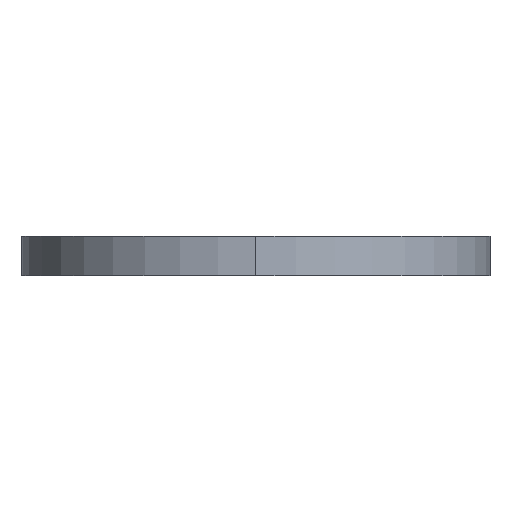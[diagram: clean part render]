
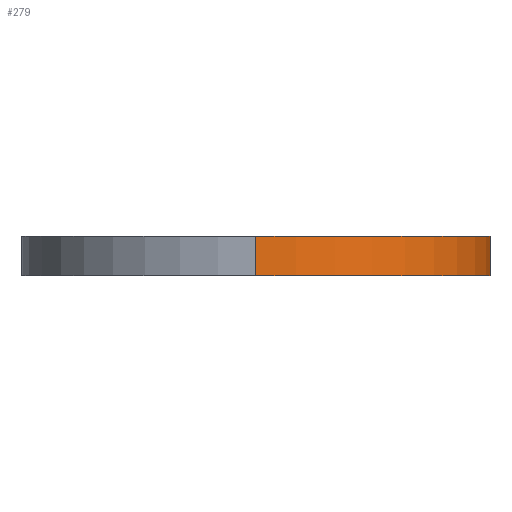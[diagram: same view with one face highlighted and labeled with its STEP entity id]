
A CAD part, left-side view. The second image highlights one B-rep face of the part: STEP entity #279.
In plain terms, the highlighted cylindrical face has radius 9.5 mm (diameter 19 mm), a partial arc.
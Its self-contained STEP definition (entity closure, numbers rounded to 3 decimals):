
#14 = CARTESIAN_POINT ( 'NONE',  ( -38.232, -29.269, 1.6 ) ) ;
#17 = CIRCLE ( 'NONE', #259, 9.5 ) ;
#19 = CARTESIAN_POINT ( 'NONE',  ( -47.732, -29.269, 1.6 ) ) ;
#38 = LINE ( 'NONE', #143, #109 ) ;
#50 = CARTESIAN_POINT ( 'NONE',  ( -47.732, -29.269, 1.6 ) ) ;
#62 = LINE ( 'NONE', #19, #76 ) ;
#76 = VECTOR ( 'NONE', #410, 1000. ) ;
#91 = CIRCLE ( 'NONE', #291, 9.5 ) ;
#109 = VECTOR ( 'NONE', #293, 1000. ) ;
#112 = EDGE_CURVE ( 'NONE', #151, #307, #17, .T. ) ;
#117 = DIRECTION ( 'NONE',  ( 0., 0., -1. ) ) ;
#119 = EDGE_CURVE ( 'NONE', #151, #388, #62, .T. ) ;
#125 = AXIS2_PLACEMENT_3D ( 'NONE', #14, #117, #152 ) ;
#128 = ORIENTED_EDGE ( 'NONE', *, *, #112, .F. ) ;
#143 = CARTESIAN_POINT ( 'NONE',  ( -28.738, -29.595, 1.6 ) ) ;
#151 = VERTEX_POINT ( 'NONE', #50 ) ;
#152 = DIRECTION ( 'NONE',  ( -1., 0., 0. ) ) ;
#159 = EDGE_LOOP ( 'NONE', ( #128, #312, #314, #250 ) ) ;
#166 = CARTESIAN_POINT ( 'NONE',  ( -47.732, -29.269, 0. ) ) ;
#182 = FACE_OUTER_BOUND ( 'NONE', #159, .T. ) ;
#209 = CARTESIAN_POINT ( 'NONE',  ( -28.738, -29.595, 1.6 ) ) ;
#234 = DIRECTION ( 'NONE',  ( 1., 0., 0. ) ) ;
#235 = CARTESIAN_POINT ( 'NONE',  ( -38.232, -29.269, 1.6 ) ) ;
#250 = ORIENTED_EDGE ( 'NONE', *, *, #373, .F. ) ;
#259 = AXIS2_PLACEMENT_3D ( 'NONE', #235, #367, #423 ) ;
#279 = ADVANCED_FACE ( 'NONE', ( #182 ), #308, .T. ) ;
#290 = VERTEX_POINT ( 'NONE', #337 ) ;
#291 = AXIS2_PLACEMENT_3D ( 'NONE', #372, #301, #234 ) ;
#293 = DIRECTION ( 'NONE',  ( 0., 0., -1. ) ) ;
#301 = DIRECTION ( 'NONE',  ( 0., 0., 1. ) ) ;
#307 = VERTEX_POINT ( 'NONE', #209 ) ;
#308 = CYLINDRICAL_SURFACE ( 'NONE', #125, 9.5 ) ;
#312 = ORIENTED_EDGE ( 'NONE', *, *, #119, .T. ) ;
#314 = ORIENTED_EDGE ( 'NONE', *, *, #340, .T. ) ;
#337 = CARTESIAN_POINT ( 'NONE',  ( -28.738, -29.595, 0. ) ) ;
#340 = EDGE_CURVE ( 'NONE', #388, #290, #91, .T. ) ;
#367 = DIRECTION ( 'NONE',  ( 0., 0., 1. ) ) ;
#372 = CARTESIAN_POINT ( 'NONE',  ( -38.232, -29.269, 0. ) ) ;
#373 = EDGE_CURVE ( 'NONE', #307, #290, #38, .T. ) ;
#388 = VERTEX_POINT ( 'NONE', #166 ) ;
#410 = DIRECTION ( 'NONE',  ( 0., 0., -1. ) ) ;
#423 = DIRECTION ( 'NONE',  ( 1., 0., 0. ) ) ;
